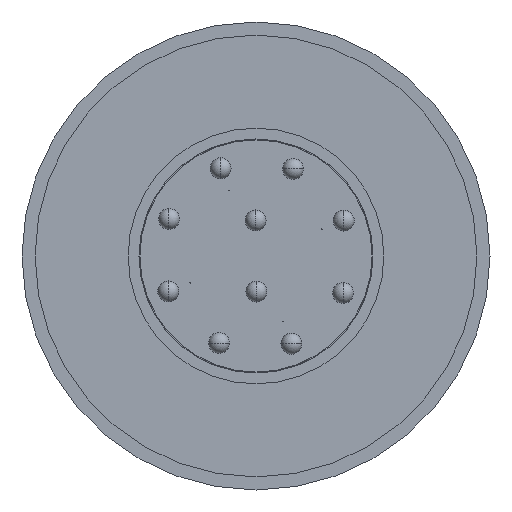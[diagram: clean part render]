
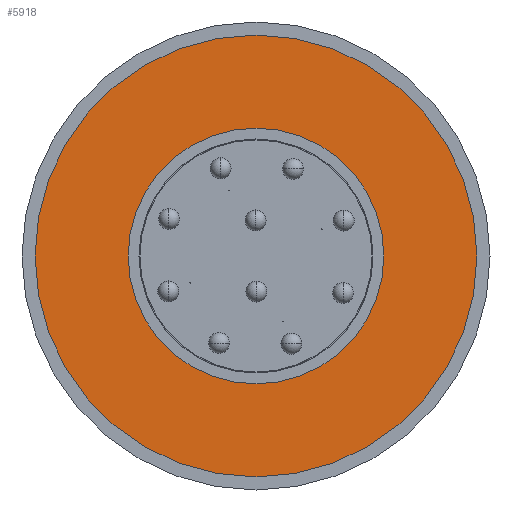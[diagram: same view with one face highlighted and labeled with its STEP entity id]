
A CAD part, left-side view. The second image highlights one B-rep face of the part: STEP entity #5918.
In plain terms, the highlighted planar face has unit normal (-1, 0, 0).
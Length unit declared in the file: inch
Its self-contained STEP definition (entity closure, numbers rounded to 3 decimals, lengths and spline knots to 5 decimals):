
#293 = CARTESIAN_POINT ( 'NONE',  ( 0., 0., 0. ) ) ;
#294 = DIRECTION ( 'NONE',  ( -1., 0., 0. ) ) ;
#295 = DIRECTION ( 'NONE',  ( 0., 0., 1. ) ) ;
#302 = CARTESIAN_POINT ( 'NONE',  ( 0., 0., 0. ) ) ;
#303 = DIRECTION ( 'NONE',  ( 1., 0., 0. ) ) ;
#304 = DIRECTION ( 'NONE',  ( 0., 0., 1. ) ) ;
#731 = AXIS2_PLACEMENT_3D ( 'NONE', #293, #294, #295 ) ;
#733 = AXIS2_PLACEMENT_3D ( 'NONE', #302, #303, #304 ) ;
#1134 = FACE_BOUND ( 'NONE', #2310, .T. ) ;
#1144 = FACE_OUTER_BOUND ( 'NONE', #2327, .T. ) ;
#2310 = EDGE_LOOP ( 'NONE', ( #2448, #2449 ) ) ;
#2327 = EDGE_LOOP ( 'NONE', ( #2446, #2447 ) ) ;
#2446 = ORIENTED_EDGE ( 'NONE', *, *, #12279, .F. ) ;
#2447 = ORIENTED_EDGE ( 'NONE', *, *, #8425, .F. ) ;
#2448 = ORIENTED_EDGE ( 'NONE', *, *, #12278, .F. ) ;
#2449 = ORIENTED_EDGE ( 'NONE', *, *, #8421, .F. ) ;
#3941 = CIRCLE ( 'NONE', #5513, 0.3415 ) ;
#3942 = CIRCLE ( 'NONE', #5514, 0.59 ) ;
#3993 = DIRECTION ( 'NONE',  ( 0., 0., -1. ) ) ;
#3994 = DIRECTION ( 'NONE',  ( 1., 0., 0. ) ) ;
#3999 = CARTESIAN_POINT ( 'NONE',  ( 0., 0.59, 0. ) ) ;
#4001 = PLANE ( 'NONE',  #7709 ) ;
#5513 = AXIS2_PLACEMENT_3D ( 'NONE', #6691, #6692, #6693 ) ;
#5514 = AXIS2_PLACEMENT_3D ( 'NONE', #6694, #6695, #6696 ) ;
#5918 = ADVANCED_FACE ( 'NONE', ( #1144, #1134 ), #4001, .F. ) ;
#6691 = CARTESIAN_POINT ( 'NONE',  ( 0., 0., 0. ) ) ;
#6692 = DIRECTION ( 'NONE',  ( -1., 0., 0. ) ) ;
#6693 = DIRECTION ( 'NONE',  ( 0., 0., 1. ) ) ;
#6694 = CARTESIAN_POINT ( 'NONE',  ( 0., 0., 0. ) ) ;
#6695 = DIRECTION ( 'NONE',  ( 1., 0., 0. ) ) ;
#6696 = DIRECTION ( 'NONE',  ( 0., 0., 1. ) ) ;
#7709 = AXIS2_PLACEMENT_3D ( 'NONE', #3999, #3994, #3993 ) ;
#8421 = EDGE_CURVE ( 'NONE', #10417, #10419, #9143, .T. ) ;
#8425 = EDGE_CURVE ( 'NONE', #10406, #10411, #9137, .T. ) ;
#9137 = CIRCLE ( 'NONE', #733, 0.59 ) ;
#9143 = CIRCLE ( 'NONE', #731, 0.3415 ) ;
#10406 = VERTEX_POINT ( 'NONE', #14285 ) ;
#10411 = VERTEX_POINT ( 'NONE', #14405 ) ;
#10417 = VERTEX_POINT ( 'NONE', #13209 ) ;
#10419 = VERTEX_POINT ( 'NONE', #13210 ) ;
#12278 = EDGE_CURVE ( 'NONE', #10419, #10417, #3941, .T. ) ;
#12279 = EDGE_CURVE ( 'NONE', #10411, #10406, #3942, .T. ) ;
#13209 = CARTESIAN_POINT ( 'NONE',  ( 0., 0., -0.3415 ) ) ;
#13210 = CARTESIAN_POINT ( 'NONE',  ( 0., 0., 0.3415 ) ) ;
#14285 = CARTESIAN_POINT ( 'NONE',  ( 0., 0., -0.59 ) ) ;
#14405 = CARTESIAN_POINT ( 'NONE',  ( 0., 0., 0.59 ) ) ;
